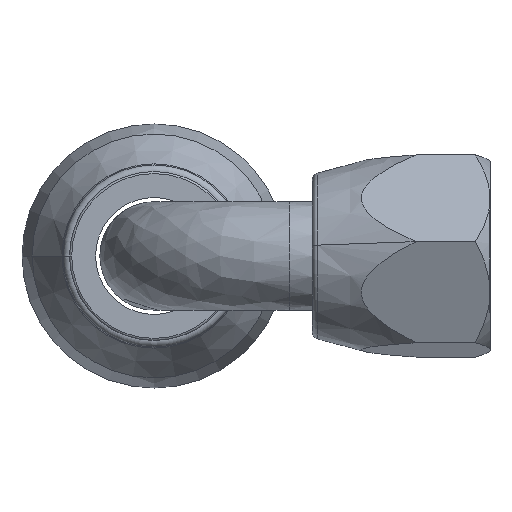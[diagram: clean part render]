
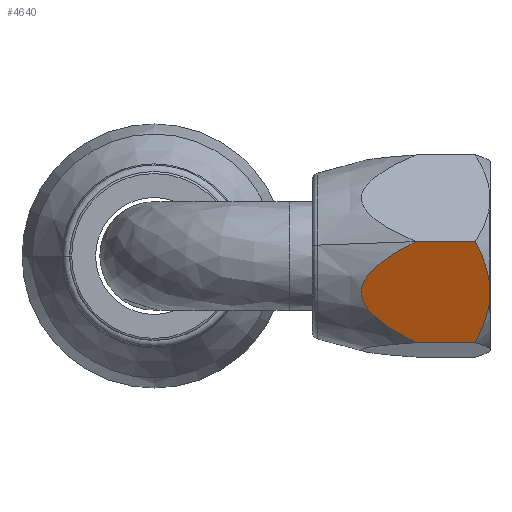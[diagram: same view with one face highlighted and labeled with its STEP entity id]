
A CAD part, left-side view. The second image highlights one B-rep face of the part: STEP entity #4640.
In plain terms, the highlighted face is planar.
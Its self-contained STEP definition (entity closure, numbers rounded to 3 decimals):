
#4151=CARTESIAN_POINT('',(8.695,6.416,11.113));
#4152=CARTESIAN_POINT('',(8.937,6.658,10.694));
#4153=CARTESIAN_POINT('',(9.365,7.128,9.88));
#4154=CARTESIAN_POINT('',(9.838,7.778,8.752));
#4155=CARTESIAN_POINT('',(10.171,8.405,7.667));
#4156=CARTESIAN_POINT('',(10.37,9.017,6.607));
#4157=CARTESIAN_POINT('',(10.414,9.422,5.905));
#4158=CARTESIAN_POINT('',(10.414,9.624,5.556));
#4160=CARTESIAN_POINT('',(1.737,6.416,11.113));
#4161=CARTESIAN_POINT('',(1.263,6.543,10.893));
#4162=CARTESIAN_POINT('',(0.371,6.793,10.459));
#4163=CARTESIAN_POINT('',(-0.795,7.156,
9.83));
#4164=CARTESIAN_POINT('',(-1.805,7.511,9.215));
#4165=CARTESIAN_POINT('',(-2.662,7.86,8.612));
#4166=CARTESIAN_POINT('',(-3.367,8.203,8.018));
#4167=CARTESIAN_POINT('',(-3.921,8.54,7.434));
#4168=CARTESIAN_POINT('',(-4.32,8.869,6.864));
#4169=CARTESIAN_POINT('',(-4.568,9.181,6.323));
#4170=CARTESIAN_POINT('',(-4.683,9.476,5.812));
#4171=CARTESIAN_POINT('',(-4.684,9.764,5.313));
#4172=CARTESIAN_POINT('',(-4.573,10.058,4.804));
#4173=CARTESIAN_POINT('',(-4.329,10.37,4.264));
#4174=CARTESIAN_POINT('',(-3.933,10.699,3.693));
#4175=CARTESIAN_POINT('',(-3.382,11.037,3.108));
#4176=CARTESIAN_POINT('',(-2.677,11.381,2.512));
#4177=CARTESIAN_POINT('',(-1.819,11.731,1.906));
#4178=CARTESIAN_POINT('',(-0.807,12.088,
1.289));
#4179=CARTESIAN_POINT('',(0.365,12.453,
0.657));
#4180=CARTESIAN_POINT('',(1.261,12.704,0.221));
#4181=CARTESIAN_POINT('',(1.737,12.832,0.));
#4183=DIRECTION('',(1.,0.,0.));
#4184=VECTOR('',#4183,6.958);
#4185=CARTESIAN_POINT('',(1.737,12.832,0.));
#4186=LINE('',#4185,#4184);
#4187=CARTESIAN_POINT('',(10.414,9.624,5.556));
#4188=CARTESIAN_POINT('',(10.414,9.792,5.265));
#4189=CARTESIAN_POINT('',(10.383,10.129,4.681));
#4190=CARTESIAN_POINT('',(10.245,10.638,3.8));
#4191=CARTESIAN_POINT('',(10.015,11.154,2.906));
#4192=CARTESIAN_POINT('',(9.689,11.684,1.988));
#4193=CARTESIAN_POINT('',(9.261,12.236,1.031));
#4194=CARTESIAN_POINT('',(8.897,12.63,0.35));
#4195=CARTESIAN_POINT('',(8.695,12.832,0.));
#4229=DIRECTION('',(1.,0.,0.));
#4230=VECTOR('',#4229,6.958);
#4231=CARTESIAN_POINT('',(1.737,6.416,11.113));
#4232=LINE('',#4231,#4230);
#4368=VERTEX_POINT('',#4160);
#4369=VERTEX_POINT('',#4181);
#4384=CARTESIAN_POINT('',(10.414,9.624,5.556));
#4385=VERTEX_POINT('',#4384);
#4386=VERTEX_POINT('',#4151);
#4387=VERTEX_POINT('',#4195);
#4626=CARTESIAN_POINT('',(-10.414,12.832,0.));
#4627=DIRECTION('',(0.,0.866,0.5));
#4628=DIRECTION('',(0.,-0.5,0.866));
#4629=AXIS2_PLACEMENT_3D('',#4626,#4627,#4628);
#4630=PLANE('',#4629);
#4631=ORIENTED_EDGE('',*,*,#4577,.F.);
#4633=ORIENTED_EDGE('',*,*,#4632,.F.);
#4635=ORIENTED_EDGE('',*,*,#4634,.T.);
#4636=ORIENTED_EDGE('',*,*,#4617,.T.);
#4637=ORIENTED_EDGE('',*,*,#4587,.F.);
#4638=EDGE_LOOP('',(#4631,#4633,#4635,#4636,#4637));
#4639=FACE_OUTER_BOUND('',#4638,.F.);
#4640=ADVANCED_FACE('',(#4639),#4630,.T.);
#4159=B_SPLINE_CURVE_WITH_KNOTS('',3,(#4151,#4152,#4153,#4154,#4155,#4156,#4157,
#4158),.UNSPECIFIED.,.F.,.F.,(4,1,1,1,1,4),(0.,0.2,0.4,0.6,0.8,1.),
.UNSPECIFIED.);
#4182=B_SPLINE_CURVE_WITH_KNOTS('',3,(#4160,#4161,#4162,#4163,#4164,#4165,#4166,
#4167,#4168,#4169,#4170,#4171,#4172,#4173,#4174,#4175,#4176,#4177,#4178,#4179,
#4180,#4181),.UNSPECIFIED.,.F.,.F.,(4,1,1,1,1,1,1,1,1,1,1,1,1,1,1,1,1,1,1,4),(
0.,0.053,0.105,0.158,0.211,
0.263,0.316,0.368,0.421,
0.474,0.526,0.579,0.632,
0.684,0.737,0.789,0.842,
0.895,0.947,1.),.UNSPECIFIED.);
#4196=B_SPLINE_CURVE_WITH_KNOTS('',3,(#4187,#4188,#4189,#4190,#4191,#4192,#4193,
#4194,#4195),.UNSPECIFIED.,.F.,.F.,(4,1,1,1,1,1,4),(0.,0.167,
0.333,0.5,0.667,0.833,1.),
.UNSPECIFIED.);
#4577=EDGE_CURVE('',#4386,#4385,#4159,.T.);
#4587=EDGE_CURVE('',#4385,#4387,#4196,.T.);
#4617=EDGE_CURVE('',#4369,#4387,#4186,.T.);
#4632=EDGE_CURVE('',#4368,#4386,#4232,.T.);
#4634=EDGE_CURVE('',#4368,#4369,#4182,.T.);
